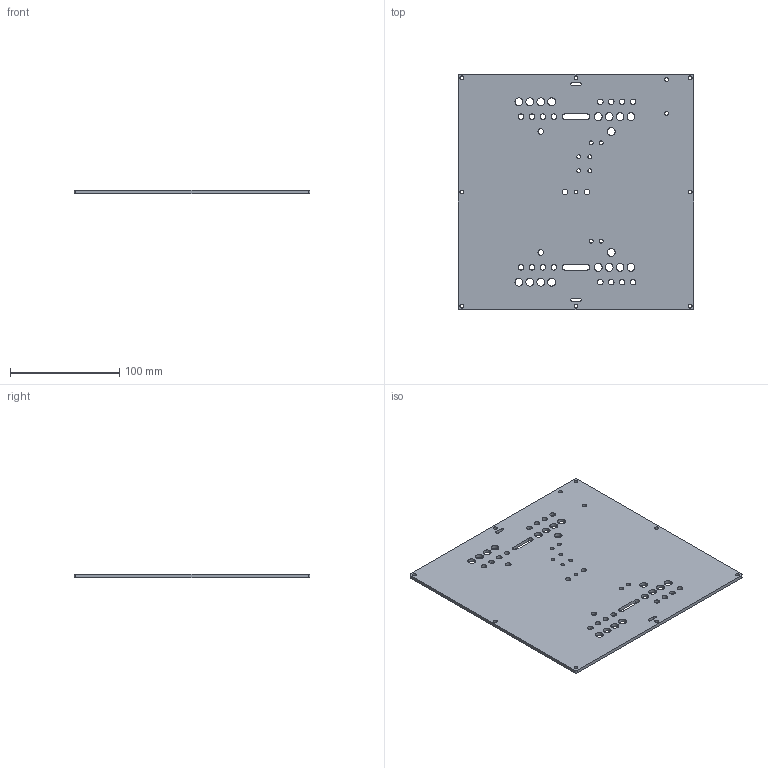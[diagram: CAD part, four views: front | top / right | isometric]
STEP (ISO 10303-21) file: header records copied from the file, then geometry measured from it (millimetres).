
FILE_DESCRIPTION (( 'STEP AP214' ), '1' );
FILE_NAME ('V-Slot Universal Build Plate.step', '2015-01-21T14:43:55', ( 'Mark' ), ( '' ), 'SwSTEP 2.0', 'SolidWorks 2013', '' );
FILE_SCHEMA (( 'AUTOMOTIVE_DESIGN' ));
Length unit declared in the file: millimetre
Products named in the file (1): V-Slot Universal Build Plate
Bounding box: 216 x 216 x 3 mm (x, y, z)
Volume: 135169.2 mm3; surface area: 95959.2 mm2
Topology: 1 solids, 1 shells, 144 faces, 426 edges, 284 vertices
Faces by surface type: cylinder 130, plane 14
Entity records: 6832 total; most frequent: DIRECTION 976, CARTESIAN_POINT 855, ORIENTED_EDGE 852, EDGE_CURVE 426, AXIS2_PLACEMENT_3D 405, VERTEX_POINT 284, EDGE_LOOP 266, CIRCLE 260
